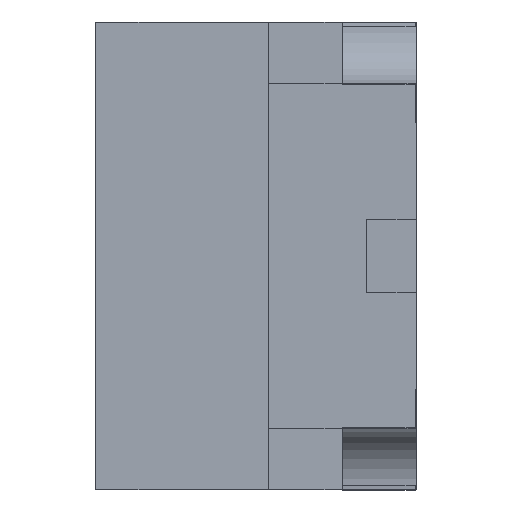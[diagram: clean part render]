
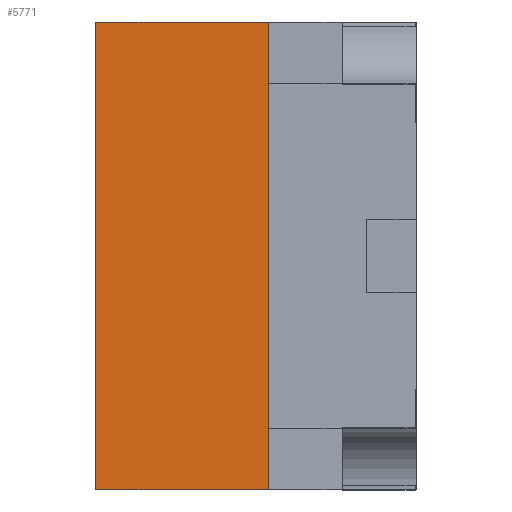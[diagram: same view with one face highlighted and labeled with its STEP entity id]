
A CAD part, left-side view. The second image highlights one B-rep face of the part: STEP entity #5771.
In plain terms, the highlighted face is planar.
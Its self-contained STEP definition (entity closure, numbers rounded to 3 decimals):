
#86 = CARTESIAN_POINT ( 'NONE',  ( 0.475, 0.3, 0.475 ) ) ;
#98 = VERTEX_POINT ( 'NONE', #1302 ) ;
#134 = VECTOR ( 'NONE', #1305, 1000. ) ;
#512 = DIRECTION ( 'NONE',  ( 1., 0., 0. ) ) ;
#526 = CARTESIAN_POINT ( 'NONE',  ( -0.475, -1.344, 0.475 ) ) ;
#770 = EDGE_CURVE ( 'NONE', #5789, #1436, #4532, .T. ) ;
#1300 = ORIENTED_EDGE ( 'NONE', *, *, #5439, .F. ) ;
#1302 = CARTESIAN_POINT ( 'NONE',  ( -0.475, 0.3, 0.475 ) ) ;
#1305 = DIRECTION ( 'NONE',  ( 0., 1., 0. ) ) ;
#1358 = LINE ( 'NONE', #5292, #134 ) ;
#1436 = VERTEX_POINT ( 'NONE', #1689 ) ;
#1572 = CARTESIAN_POINT ( 'NONE',  ( -0.475, 0.3, 0.475 ) ) ;
#1594 = VECTOR ( 'NONE', #1687, 1000. ) ;
#1657 = DIRECTION ( 'NONE',  ( -1., 0., 0. ) ) ;
#1687 = DIRECTION ( 'NONE',  ( 1., 0., 0. ) ) ;
#1689 = CARTESIAN_POINT ( 'NONE',  ( 0.475, 0.65, 0.475 ) ) ;
#1724 = CARTESIAN_POINT ( 'NONE',  ( -0.475, 0.65, 0.475 ) ) ;
#2377 = DIRECTION ( 'NONE',  ( 0., 1., 0. ) ) ;
#2380 = EDGE_CURVE ( 'NONE', #98, #3324, #1358, .T. ) ;
#2550 = ORIENTED_EDGE ( 'NONE', *, *, #2380, .F. ) ;
#2696 = LINE ( 'NONE', #1572, #5747 ) ;
#2778 = AXIS2_PLACEMENT_3D ( 'NONE', #526, #3208, #512 ) ;
#3208 = DIRECTION ( 'NONE',  ( 0., 0., 1. ) ) ;
#3324 = VERTEX_POINT ( 'NONE', #5369 ) ;
#3327 = PLANE ( 'NONE',  #2778 ) ;
#3720 = FACE_OUTER_BOUND ( 'NONE', #3722, .T. ) ;
#3722 = EDGE_LOOP ( 'NONE', ( #1300, #4856, #5331, #2550 ) ) ;
#3890 = EDGE_CURVE ( 'NONE', #3324, #1436, #3977, .T. ) ;
#3977 = LINE ( 'NONE', #1724, #1594 ) ;
#4532 = LINE ( 'NONE', #5015, #4828 ) ;
#4828 = VECTOR ( 'NONE', #2377, 1000. ) ;
#4856 = ORIENTED_EDGE ( 'NONE', *, *, #770, .T. ) ;
#5015 = CARTESIAN_POINT ( 'NONE',  ( 0.475, -1.344, 0.475 ) ) ;
#5292 = CARTESIAN_POINT ( 'NONE',  ( -0.475, -1.344, 0.475 ) ) ;
#5331 = ORIENTED_EDGE ( 'NONE', *, *, #3890, .F. ) ;
#5369 = CARTESIAN_POINT ( 'NONE',  ( -0.475, 0.65, 0.475 ) ) ;
#5439 = EDGE_CURVE ( 'NONE', #5789, #98, #2696, .T. ) ;
#5747 = VECTOR ( 'NONE', #1657, 1000. ) ;
#5771 = ADVANCED_FACE ( 'NONE', ( #3720 ), #3327, .T. ) ;
#5789 = VERTEX_POINT ( 'NONE', #86 ) ;
